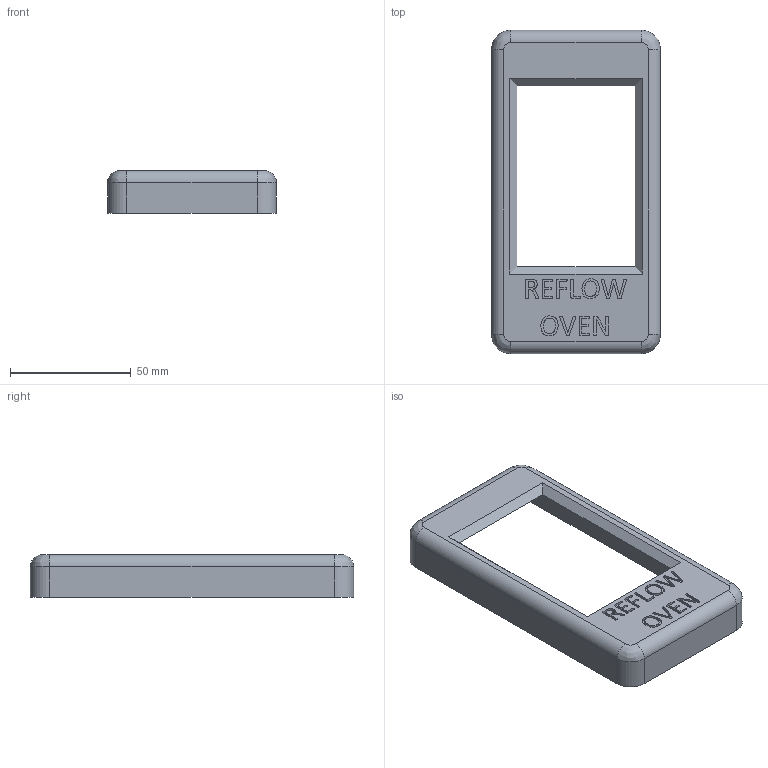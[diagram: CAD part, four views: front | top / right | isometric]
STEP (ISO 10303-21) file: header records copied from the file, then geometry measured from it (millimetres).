
FILE_DESCRIPTION(/* description */ (''),/* implementation_level */ '2;1');
FILE_NAME(/* name */ 'LCD Cover v3.step',/* time_stamp */ '2021-02-06T18:02:34+00:00',/* author */ (''),/* organization */ (''),/* preprocessor_version */ 'ST-DEVELOPER v18.1',/* originating_system */ 'Autodesk Translation Framework v9.7.1.1290',/* authorisation */ '');
FILE_SCHEMA (('AUTOMOTIVE_DESIGN { 1 0 10303 214 3 1 1 }'));
Length unit declared in the file: millimetre
Products named in the file (1): LCD Cover
Bounding box: 70 x 134 x 17.7 mm (x, y, z)
Volume: 30825.6 mm3; surface area: 23344.1 mm2
Topology: 1 solids, 1 shells, 432 faces, 1232 edges, 816 vertices
Faces by surface type: bspline 320, plane 92, cylinder 16, torus 4
Entity records: 17008 total; most frequent: CARTESIAN_POINT 7885, ORIENTED_EDGE 2464, EDGE_CURVE 1232, DIRECTION 866, VERTEX_POINT 816, B_SPLINE_CURVE_WITH_KNOTS 632, LINE 560, VECTOR 560
